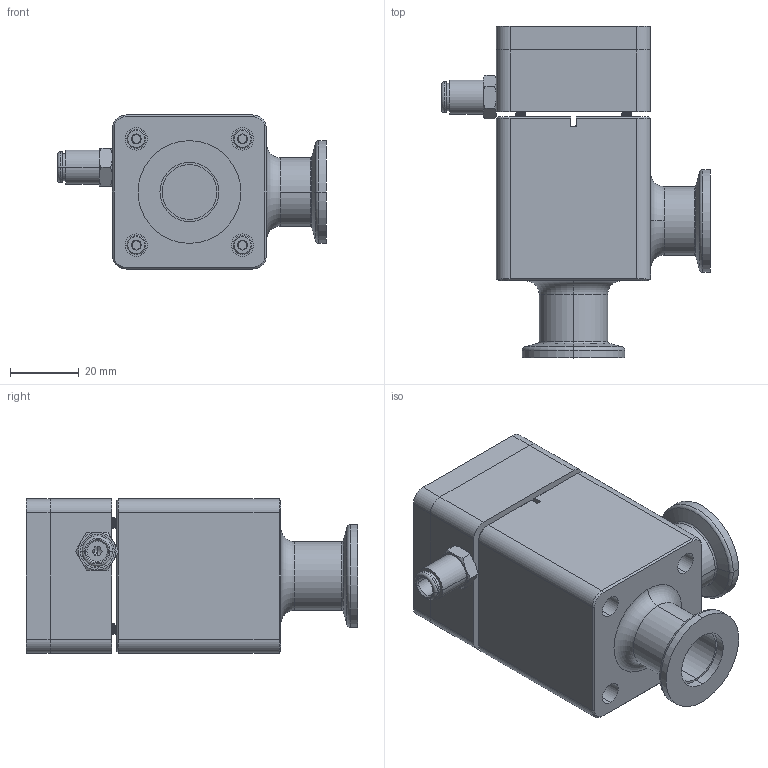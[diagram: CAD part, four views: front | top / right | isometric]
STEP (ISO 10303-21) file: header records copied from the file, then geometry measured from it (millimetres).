
FILE_DESCRIPTION(/* description */ (''),/* implementation_level */ '2;1');
FILE_NAME(/* name */ 'PAV-A02100 SHELLED.stp',/* time_stamp */ '2025-08-15T15:22:03+07:00',/* author */ (''),/* organization */ (''),/* preprocessor_version */ 'ST-DEVELOPER v19.3',/* originating_system */ 'SIEMENS PLM Software NX2212.6000',/* authorisation */ '');
FILE_SCHEMA (('AUTOMOTIVE_DESIGN { 1 0 10303 214 3 1 1 1 }'));
Length unit declared in the file: millimetre
Products named in the file (8): 35-01455_NW16; 35-01518; 39-01021_closed; 2000193966; 9551-00003M-16S; 9551-00003M-6S_91292A111; 29-00062_5225K506; PAV-A02100 SHELLED_step
Assembly tree (13 placements, depth 2):
  PAV-A02100 SHELLED_step
    29-00062_5225K506
    9551-00003M-6S_91292A111  x4
    9551-00003M-16S  x4
    2000193966
    39-01021_closed
    35-01518
    35-01455_NW16
Bounding box: 78.5 x 96.86 x 45 mm (x, y, z)
Volume: 105223.6 mm3; surface area: 43920.7 mm2
Topology: 13 solids, 13 shells, 1199 faces, 3194 edges, 2054 vertices
Faces by surface type: cylinder 842, plane 159, cone 156, torus 24, bspline 18
Entity records: 20192 total; most frequent: CARTESIAN_POINT 8851, ORIENTED_EDGE 2532, DIRECTION 2159, EDGE_CURVE 1266, AXIS2_PLACEMENT_3D 846, VERTEX_POINT 806, EDGE_LOOP 556, ADVANCED_FACE 497
